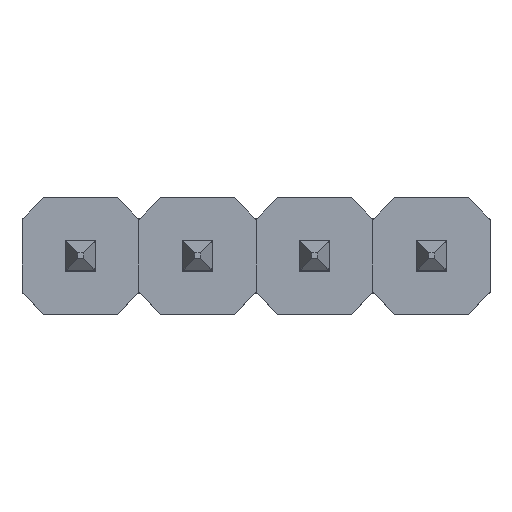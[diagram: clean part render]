
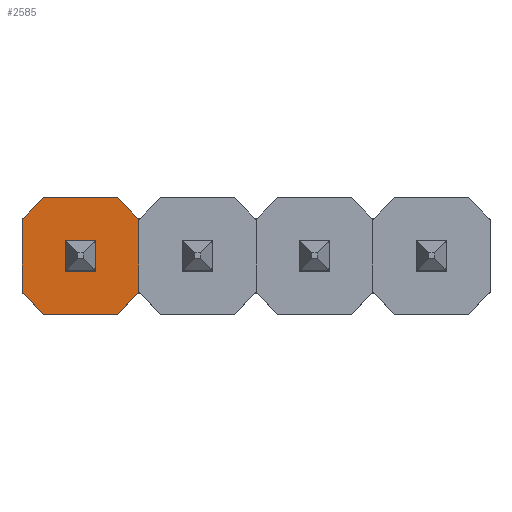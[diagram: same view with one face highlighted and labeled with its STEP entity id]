
A CAD part, top view. The second image highlights one B-rep face of the part: STEP entity #2585.
In plain terms, the highlighted planar face has unit normal (0, 0, 1).
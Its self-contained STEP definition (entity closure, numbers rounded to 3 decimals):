
#30=FACE_BOUND('',#751,.T.);
#58=PLANE('',#2882);
#152=LINE('',#5741,#312);
#154=LINE('',#5749,#314);
#156=LINE('',#5755,#316);
#159=LINE('',#5761,#319);
#165=LINE('',#5777,#325);
#166=LINE('',#5781,#326);
#167=LINE('',#5785,#327);
#168=LINE('',#5789,#328);
#169=LINE('',#5793,#329);
#170=LINE('',#5797,#330);
#171=LINE('',#5801,#331);
#172=LINE('',#5804,#332);
#312=VECTOR('',#3382,10.);
#314=VECTOR('',#3390,10.);
#316=VECTOR('',#3396,10.);
#319=VECTOR('',#3403,10.);
#325=VECTOR('',#3417,10.);
#326=VECTOR('',#3420,10.);
#327=VECTOR('',#3423,10.);
#328=VECTOR('',#3426,10.);
#329=VECTOR('',#3429,10.);
#330=VECTOR('',#3432,10.);
#331=VECTOR('',#3435,10.);
#332=VECTOR('',#3438,10.);
#588=FACE_OUTER_BOUND('',#750,.T.);
#750=EDGE_LOOP('',(#1952,#1953,#1954,#1955,#1956,#1957,#1958,#1959,#1960,
#1961,#1962,#1963,#1964,#1965,#1966,#1967));
#751=EDGE_LOOP('',(#1968,#1969,#1970,#1971));
#916=CIRCLE('',#2883,0.01);
#917=CIRCLE('',#2884,0.01);
#918=CIRCLE('',#2885,0.01);
#919=CIRCLE('',#2886,0.01);
#920=CIRCLE('',#2887,0.01);
#921=CIRCLE('',#2888,0.01);
#922=CIRCLE('',#2889,0.01);
#923=CIRCLE('',#2890,0.01);
#1148=VERTEX_POINT('',#5739);
#1149=VERTEX_POINT('',#5740);
#1152=VERTEX_POINT('',#5748);
#1154=VERTEX_POINT('',#5754);
#1159=VERTEX_POINT('',#5773);
#1160=VERTEX_POINT('',#5774);
#1161=VERTEX_POINT('',#5776);
#1162=VERTEX_POINT('',#5778);
#1163=VERTEX_POINT('',#5780);
#1164=VERTEX_POINT('',#5782);
#1165=VERTEX_POINT('',#5784);
#1166=VERTEX_POINT('',#5786);
#1167=VERTEX_POINT('',#5788);
#1168=VERTEX_POINT('',#5790);
#1169=VERTEX_POINT('',#5792);
#1170=VERTEX_POINT('',#5794);
#1171=VERTEX_POINT('',#5796);
#1172=VERTEX_POINT('',#5798);
#1173=VERTEX_POINT('',#5800);
#1174=VERTEX_POINT('',#5802);
#1436=EDGE_CURVE('',#1148,#1149,#152,.T.);
#1440=EDGE_CURVE('',#1149,#1152,#154,.T.);
#1443=EDGE_CURVE('',#1152,#1154,#156,.T.);
#1447=EDGE_CURVE('',#1154,#1148,#159,.T.);
#1453=EDGE_CURVE('',#1159,#1160,#916,.T.);
#1454=EDGE_CURVE('',#1161,#1159,#165,.T.);
#1455=EDGE_CURVE('',#1162,#1161,#917,.T.);
#1456=EDGE_CURVE('',#1162,#1163,#166,.T.);
#1457=EDGE_CURVE('',#1164,#1163,#918,.T.);
#1458=EDGE_CURVE('',#1165,#1164,#167,.T.);
#1459=EDGE_CURVE('',#1166,#1165,#919,.T.);
#1460=EDGE_CURVE('',#1166,#1167,#168,.T.);
#1461=EDGE_CURVE('',#1168,#1167,#920,.T.);
#1462=EDGE_CURVE('',#1169,#1168,#169,.T.);
#1463=EDGE_CURVE('',#1170,#1169,#921,.T.);
#1464=EDGE_CURVE('',#1170,#1171,#170,.T.);
#1465=EDGE_CURVE('',#1172,#1171,#922,.T.);
#1466=EDGE_CURVE('',#1173,#1172,#171,.T.);
#1467=EDGE_CURVE('',#1174,#1173,#923,.T.);
#1468=EDGE_CURVE('',#1174,#1160,#172,.T.);
#1952=ORIENTED_EDGE('',*,*,#1453,.F.);
#1953=ORIENTED_EDGE('',*,*,#1454,.F.);
#1954=ORIENTED_EDGE('',*,*,#1455,.F.);
#1955=ORIENTED_EDGE('',*,*,#1456,.T.);
#1956=ORIENTED_EDGE('',*,*,#1457,.F.);
#1957=ORIENTED_EDGE('',*,*,#1458,.F.);
#1958=ORIENTED_EDGE('',*,*,#1459,.F.);
#1959=ORIENTED_EDGE('',*,*,#1460,.T.);
#1960=ORIENTED_EDGE('',*,*,#1461,.F.);
#1961=ORIENTED_EDGE('',*,*,#1462,.F.);
#1962=ORIENTED_EDGE('',*,*,#1463,.F.);
#1963=ORIENTED_EDGE('',*,*,#1464,.T.);
#1964=ORIENTED_EDGE('',*,*,#1465,.F.);
#1965=ORIENTED_EDGE('',*,*,#1466,.F.);
#1966=ORIENTED_EDGE('',*,*,#1467,.F.);
#1967=ORIENTED_EDGE('',*,*,#1468,.T.);
#1968=ORIENTED_EDGE('',*,*,#1436,.F.);
#1969=ORIENTED_EDGE('',*,*,#1447,.F.);
#1970=ORIENTED_EDGE('',*,*,#1443,.F.);
#1971=ORIENTED_EDGE('',*,*,#1440,.F.);
#2585=ADVANCED_FACE('',(#588,#30),#58,.T.);
#2882=AXIS2_PLACEMENT_3D('',#5772,#3413,#3414);
#2883=AXIS2_PLACEMENT_3D('',#5775,#3415,#3416);
#2884=AXIS2_PLACEMENT_3D('',#5779,#3418,#3419);
#2885=AXIS2_PLACEMENT_3D('',#5783,#3421,#3422);
#2886=AXIS2_PLACEMENT_3D('',#5787,#3424,#3425);
#2887=AXIS2_PLACEMENT_3D('',#5791,#3427,#3428);
#2888=AXIS2_PLACEMENT_3D('',#5795,#3430,#3431);
#2889=AXIS2_PLACEMENT_3D('',#5799,#3433,#3434);
#2890=AXIS2_PLACEMENT_3D('',#5803,#3436,#3437);
#3382=DIRECTION('',(-1.,0.,0.));
#3390=DIRECTION('',(0.,-1.,0.));
#3396=DIRECTION('',(1.,0.,0.));
#3403=DIRECTION('',(0.,1.,0.));
#3413=DIRECTION('center_axis',(0.,0.,1.));
#3414=DIRECTION('ref_axis',(1.,0.,0.));
#3415=DIRECTION('center_axis',(0.,0.,-1.));
#3416=DIRECTION('ref_axis',(-0.383,0.924,0.));
#3417=DIRECTION('',(0.707,0.707,0.));
#3418=DIRECTION('center_axis',(0.,0.,-1.));
#3419=DIRECTION('ref_axis',(-0.924,0.383,0.));
#3420=DIRECTION('',(0.,-1.,0.));
#3421=DIRECTION('center_axis',(0.,0.,-1.));
#3422=DIRECTION('ref_axis',(-0.924,-0.383,0.));
#3423=DIRECTION('',(-0.707,0.707,0.));
#3424=DIRECTION('center_axis',(0.,0.,-1.));
#3425=DIRECTION('ref_axis',(-0.383,-0.924,0.));
#3426=DIRECTION('',(1.,0.,0.));
#3427=DIRECTION('center_axis',(0.,0.,-1.));
#3428=DIRECTION('ref_axis',(0.383,-0.924,0.));
#3429=DIRECTION('',(-0.707,-0.707,0.));
#3430=DIRECTION('center_axis',(0.,0.,-1.));
#3431=DIRECTION('ref_axis',(0.924,-0.383,0.));
#3432=DIRECTION('',(0.,1.,0.));
#3433=DIRECTION('center_axis',(0.,0.,-1.));
#3434=DIRECTION('ref_axis',(0.924,0.383,0.));
#3435=DIRECTION('',(0.707,-0.707,0.));
#3436=DIRECTION('center_axis',(0.,0.,-1.));
#3437=DIRECTION('ref_axis',(0.383,0.924,0.));
#3438=DIRECTION('',(-1.,0.,0.));
#5739=CARTESIAN_POINT('',(0.261,0.261,1.5));
#5740=CARTESIAN_POINT('',(-0.261,0.261,1.5));
#5741=CARTESIAN_POINT('',(-0.125,0.261,1.5));
#5748=CARTESIAN_POINT('',(-0.261,-0.261,1.5));
#5749=CARTESIAN_POINT('',(-0.261,-0.125,1.5));
#5754=CARTESIAN_POINT('',(0.261,-0.261,1.5));
#5755=CARTESIAN_POINT('',(0.125,-0.261,1.5));
#5761=CARTESIAN_POINT('',(0.261,0.125,1.5));
#5772=CARTESIAN_POINT('Origin',(0.,0.,1.5));
#5773=CARTESIAN_POINT('',(-0.628,0.997,1.5));
#5774=CARTESIAN_POINT('',(-0.621,1.,1.5));
#5775=CARTESIAN_POINT('Origin',(-0.621,0.99,1.5));
#5776=CARTESIAN_POINT('',(-0.997,0.628,1.5));
#5777=CARTESIAN_POINT('',(-0.813,0.813,1.5));
#5778=CARTESIAN_POINT('',(-1.,0.621,1.5));
#5779=CARTESIAN_POINT('Origin',(-0.99,0.621,1.5));
#5780=CARTESIAN_POINT('',(-1.,-0.621,1.5));
#5781=CARTESIAN_POINT('',(-1.,1.,1.5));
#5782=CARTESIAN_POINT('',(-0.997,-0.628,1.5));
#5783=CARTESIAN_POINT('Origin',(-0.99,-0.621,1.5));
#5784=CARTESIAN_POINT('',(-0.628,-0.997,1.5));
#5785=CARTESIAN_POINT('',(-0.813,-0.813,1.5));
#5786=CARTESIAN_POINT('',(-0.621,-1.,1.5));
#5787=CARTESIAN_POINT('Origin',(-0.621,-0.99,1.5));
#5788=CARTESIAN_POINT('',(0.621,-1.,1.5));
#5789=CARTESIAN_POINT('',(-1.,-1.,1.5));
#5790=CARTESIAN_POINT('',(0.628,-0.997,1.5));
#5791=CARTESIAN_POINT('Origin',(0.621,-0.99,1.5));
#5792=CARTESIAN_POINT('',(0.997,-0.628,1.5));
#5793=CARTESIAN_POINT('',(0.813,-0.813,1.5));
#5794=CARTESIAN_POINT('',(1.,-0.621,1.5));
#5795=CARTESIAN_POINT('Origin',(0.99,-0.621,1.5));
#5796=CARTESIAN_POINT('',(1.,0.621,1.5));
#5797=CARTESIAN_POINT('',(1.,-1.,1.5));
#5798=CARTESIAN_POINT('',(0.997,0.628,1.5));
#5799=CARTESIAN_POINT('Origin',(0.99,0.621,1.5));
#5800=CARTESIAN_POINT('',(0.628,0.997,1.5));
#5801=CARTESIAN_POINT('',(0.813,0.813,1.5));
#5802=CARTESIAN_POINT('',(0.621,1.,1.5));
#5803=CARTESIAN_POINT('Origin',(0.621,0.99,1.5));
#5804=CARTESIAN_POINT('',(1.,1.,1.5));
